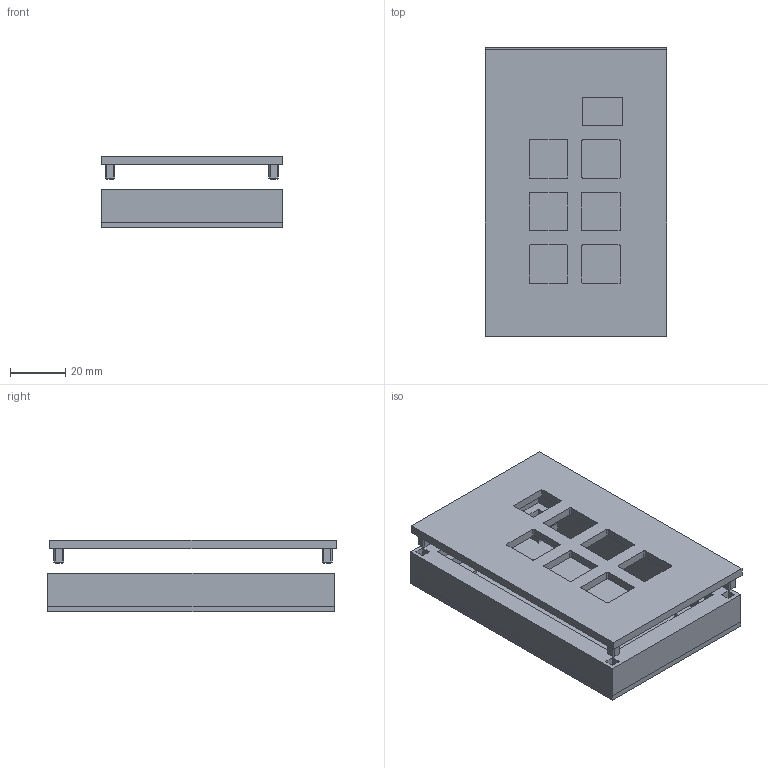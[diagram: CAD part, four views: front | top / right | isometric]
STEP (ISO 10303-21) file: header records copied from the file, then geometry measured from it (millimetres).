
FILE_DESCRIPTION(/* description */ ('STEP AP242 Edition 2','CAx-IF Rec.Pracs.---Representation and Presentation of Product Manufacturing Information (PMI)---4.0---2014-10-13','CAx-IF Rec.Pracs.---3D Tessellated Geometry---0.4---2014-09-14','2;1','CAx-IF Rec.Pracs.---User Defined Attributes---1.5---2016-08-15'),/* implementation_level */ '2;1');
FILE_NAME(/* name */ '699673c42abaeb7a0178f45c',/* time_stamp */ '2026-02-19T02:21:57Z',/* author */ (''),/* organization */ (''),/* preprocessor_version */ 'ST-DEVELOPER v20',/* originating_system */ 'ONSHAPE BY PTC INC, 1.210',/* authorisation */ ' ');
FILE_SCHEMA (('AP242_MANAGED_MODEL_BASED_3D_ENGINEERING_MIM_LF { 1 0 10303 442 3 1 4 }'));
Length unit declared in the file: metre
Products named in the file (17): spMacropad 1; Part 7; Part 17; Part 8; Part 12; Part 14; Part 6; Part 11; Part 16; Part 18; Part 5; Part 19; Part 15; Part 4; Part 9; Part 10; Part 13
Assembly tree (16 placements, depth 2):
  spMacropad 1
    Part 7
    Part 17
    Part 8
    Part 12
    Part 14
    Part 6
    Part 11
    Part 16
    Part 18
    Part 5
    Part 19
    Part 15
    Part 4
    Part 9
    Part 10
    Part 13
Bounding box: 65.81 x 104.48 x 25.92 mm (x, y, z)
Volume: 59191.5 mm3; surface area: 44035.7 mm2
Topology: 16 solids, 16 shells, 225 faces, 564 edges, 375 vertices
Faces by surface type: plane 197, cylinder 28
Entity records: 8304 total; most frequent: CARTESIAN_POINT 1181, ORIENTED_EDGE 1128, DIRECTION 1104, EDGE_CURVE 564, LINE 508, VECTOR 508, VERTEX_POINT 375, AXIS2_PLACEMENT_3D 298
